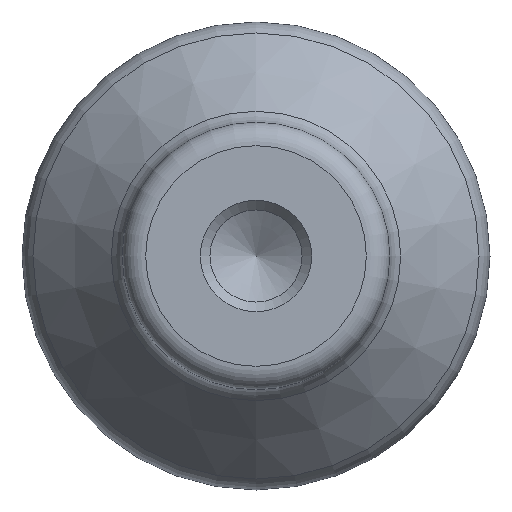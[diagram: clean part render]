
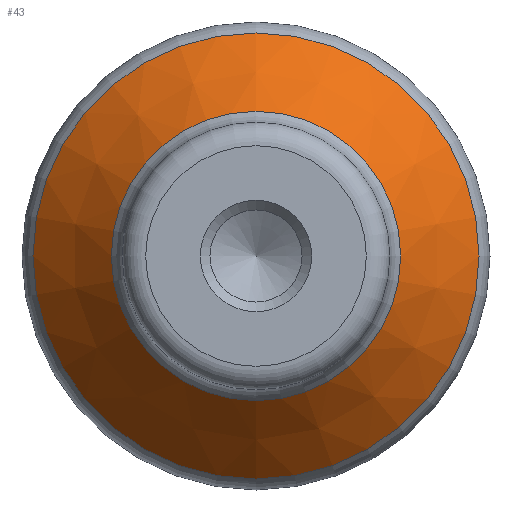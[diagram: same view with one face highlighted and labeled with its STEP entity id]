
A CAD part, front view. The second image highlights one B-rep face of the part: STEP entity #43.
In plain terms, the highlighted conical face has half-angle 40 degrees and reference radius 10.009 mm.
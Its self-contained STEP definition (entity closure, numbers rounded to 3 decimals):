
#43 = ADVANCED_FACE( '', ( #92, #93 ), #94, .T. );
#92 = FACE_BOUND( '', #151, .T. );
#93 = FACE_OUTER_BOUND( '', #152, .T. );
#94 = CONICAL_SURFACE( '', #153, 10.009, 0.698 );
#151 = EDGE_LOOP( '', ( #210 ) );
#152 = EDGE_LOOP( '', ( #211 ) );
#153 = AXIS2_PLACEMENT_3D( '', #212, #213, #214 );
#210 = ORIENTED_EDGE( '', *, *, #278, .F. );
#211 = ORIENTED_EDGE( '', *, *, #279, .T. );
#212 = CARTESIAN_POINT( '', ( 0., 14.777, 0. ) );
#213 = DIRECTION( '', ( 0., 1., 0. ) );
#214 = DIRECTION( '', ( 0., 0., 1. ) );
#278 = EDGE_CURVE( '', #310, #310, #311, .T. );
#279 = EDGE_CURVE( '', #312, #312, #313, .T. );
#310 = VERTEX_POINT( '', #347 );
#311 = CIRCLE( '', #348, 6.491 );
#312 = VERTEX_POINT( '', #349 );
#313 = CIRCLE( '', #350, 10.009 );
#347 = CARTESIAN_POINT( '', ( 0., 10.586, -6.491 ) );
#348 = AXIS2_PLACEMENT_3D( '', #385, #386, #387 );
#349 = CARTESIAN_POINT( '', ( 0., 14.777, -10.009 ) );
#350 = AXIS2_PLACEMENT_3D( '', #388, #389, #390 );
#385 = CARTESIAN_POINT( '', ( 0., 10.586, 0. ) );
#386 = DIRECTION( '', ( 0., -1., 0. ) );
#387 = DIRECTION( '', ( 0., 0., -1. ) );
#388 = CARTESIAN_POINT( '', ( 0., 14.777, 0. ) );
#389 = DIRECTION( '', ( 0., -1., 0. ) );
#390 = DIRECTION( '', ( 0., 0., -1. ) );
